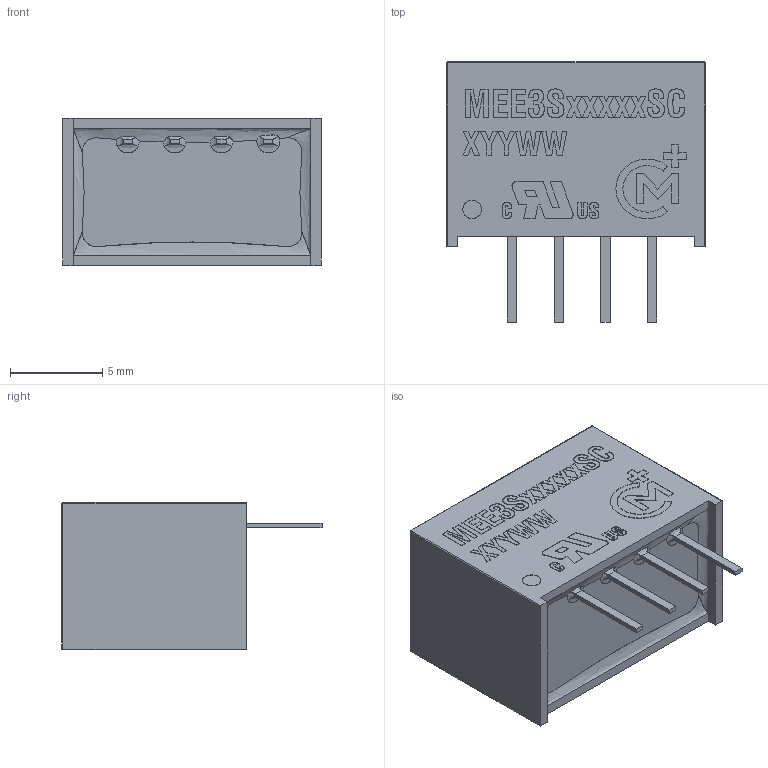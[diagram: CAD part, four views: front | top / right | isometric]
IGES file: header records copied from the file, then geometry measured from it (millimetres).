
Start section: SolidWorks IGES file using NURBS representation for surfaces
Global section: file name: mps_dcdc_mee3s_sc_a.IGS; native system: SolidWorks 2014; preprocessor: SolidWorks 2014; author: LFrancis; date: 141004.171603; units: millimetre
Bounding box: 14 x 14.1 x 8.02 mm (x, y, z)
Surface area: 1364.6 mm2 (no closed solid volume)
Topology: 0 solids, 0 shells, 606 faces, 4344 edges, 4340 vertices
Faces by surface type: bspline 606
